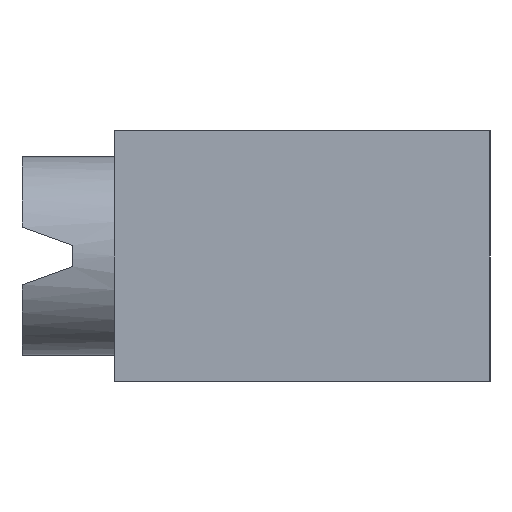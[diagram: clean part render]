
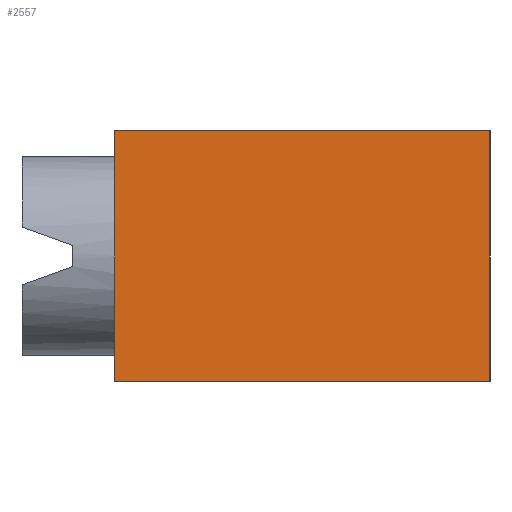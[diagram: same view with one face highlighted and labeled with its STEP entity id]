
A CAD part, left-side view. The second image highlights one B-rep face of the part: STEP entity #2557.
In plain terms, the highlighted planar face has unit normal (-1, 0, 0).
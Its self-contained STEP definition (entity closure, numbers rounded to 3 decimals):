
#439 = EDGE_LOOP ( 'NONE', ( #522, #602, #600, #533 ) ) ;
#522 = ORIENTED_EDGE ( 'NONE', *, *, #2636, .T. ) ;
#533 = ORIENTED_EDGE ( 'NONE', *, *, #2666, .F. ) ;
#600 = ORIENTED_EDGE ( 'NONE', *, *, #2655, .F. ) ;
#602 = ORIENTED_EDGE ( 'NONE', *, *, #2669, .T. ) ;
#914 = AXIS2_PLACEMENT_3D ( 'NONE', #3618, #3616, #3600 ) ;
#961 = VECTOR ( 'NONE', #1930, 1000. ) ;
#1041 = VECTOR ( 'NONE', #1995, 1000. ) ;
#1051 = VECTOR ( 'NONE', #2080, 1000. ) ;
#1062 = VECTOR ( 'NONE', #2057, 1000. ) ;
#1928 = CARTESIAN_POINT ( 'NONE',  ( 6.5, 15., 0. ) ) ;
#1930 = DIRECTION ( 'NONE',  ( 0., 1., 0. ) ) ;
#1938 = LINE ( 'NONE', #1928, #961 ) ;
#1995 = DIRECTION ( 'NONE',  ( 0., 1., 0. ) ) ;
#2022 = LINE ( 'NONE', #2050, #1062 ) ;
#2024 = CARTESIAN_POINT ( 'NONE',  ( 6.5, 15., -10. ) ) ;
#2028 = LINE ( 'NONE', #2024, #1041 ) ;
#2036 = LINE ( 'NONE', #2063, #1051 ) ;
#2050 = CARTESIAN_POINT ( 'NONE',  ( 6.5, 0., -10. ) ) ;
#2057 = DIRECTION ( 'NONE',  ( 0., 0., -1. ) ) ;
#2063 = CARTESIAN_POINT ( 'NONE',  ( 6.5, 15., -10. ) ) ;
#2080 = DIRECTION ( 'NONE',  ( 0., 0., -1. ) ) ;
#2411 = CARTESIAN_POINT ( 'NONE',  ( 6.5, 15., 0. ) ) ;
#2418 = CARTESIAN_POINT ( 'NONE',  ( 6.5, 15., -10. ) ) ;
#2427 = CARTESIAN_POINT ( 'NONE',  ( 6.5, 0., -10. ) ) ;
#2442 = CARTESIAN_POINT ( 'NONE',  ( 6.5, 0., 0. ) ) ;
#2557 = ADVANCED_FACE ( 'NONE', ( #3625 ), #3608, .F. ) ;
#2636 = EDGE_CURVE ( 'NONE', #3869, #3875, #1938, .T. ) ;
#2655 = EDGE_CURVE ( 'NONE', #3868, #3874, #2028, .T. ) ;
#2666 = EDGE_CURVE ( 'NONE', #3869, #3868, #2022, .T. ) ;
#2669 = EDGE_CURVE ( 'NONE', #3875, #3874, #2036, .T. ) ;
#3600 = DIRECTION ( 'NONE',  ( 0., 0., -1. ) ) ;
#3608 = PLANE ( 'NONE',  #914 ) ;
#3616 = DIRECTION ( 'NONE',  ( 1., 0., 0. ) ) ;
#3618 = CARTESIAN_POINT ( 'NONE',  ( 6.5, 15., 0. ) ) ;
#3625 = FACE_OUTER_BOUND ( 'NONE', #439, .T. ) ;
#3868 = VERTEX_POINT ( 'NONE', #2427 ) ;
#3869 = VERTEX_POINT ( 'NONE', #2442 ) ;
#3874 = VERTEX_POINT ( 'NONE', #2418 ) ;
#3875 = VERTEX_POINT ( 'NONE', #2411 ) ;
